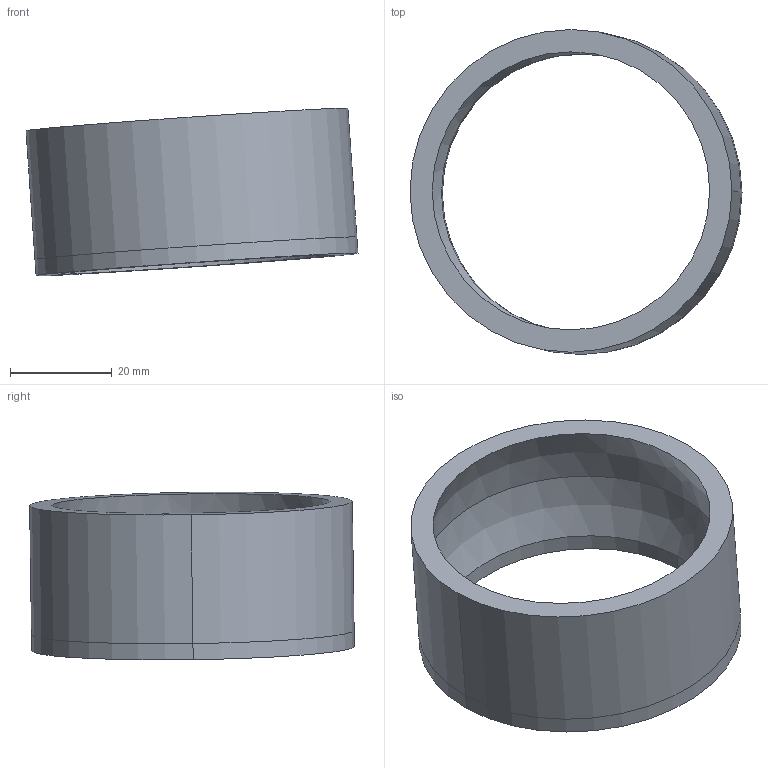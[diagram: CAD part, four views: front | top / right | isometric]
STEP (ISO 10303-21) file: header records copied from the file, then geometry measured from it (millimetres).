
FILE_DESCRIPTION (( 'STEP AP203' ), '1' );
FILE_NAME ('SteeringActRod_Secondary.STEP', '2023-07-27T05:57:14', ( '' ), ( '' ), 'SwSTEP 2.0', 'SolidWorks 2021', '' );
FILE_SCHEMA (( 'CONFIG_CONTROL_DESIGN' ));
Length unit declared in the file: centimetre
Products named in the file (4): Steer Cylinder _1_; Part 8-6; Part 10-5; SteeringActRod_Secondary
Assembly tree (3 placements, depth 3):
  SteeringActRod_Secondary
    Steer Cylinder _1_
      Part 8-6
      Part 10-5
Bounding box: 65.33 x 63.89 x 33 mm (x, y, z)
Volume: 14722.2 mm3; surface area: 14321.9 mm2
Topology: 2 solids, 2 shells, 12 faces, 26 edges, 18 vertices
Faces by surface type: cylinder 6, plane 4, sphere 2
Entity records: 760 total; most frequent: DIRECTION 80, CARTESIAN_POINT 61, ORIENTED_EDGE 48, AXIS2_PLACEMENT_3D 37, PERSON_AND_ORGANIZATION 35, COORDINATED_UNIVERSAL_TIME_OFFSET 26, LOCAL_TIME 26, DATE_AND_TIME 26
